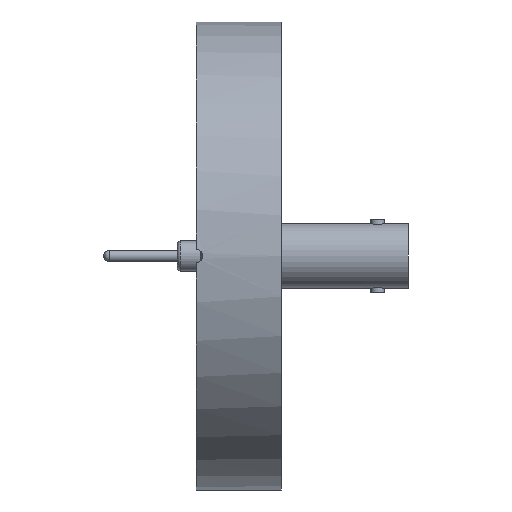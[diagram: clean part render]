
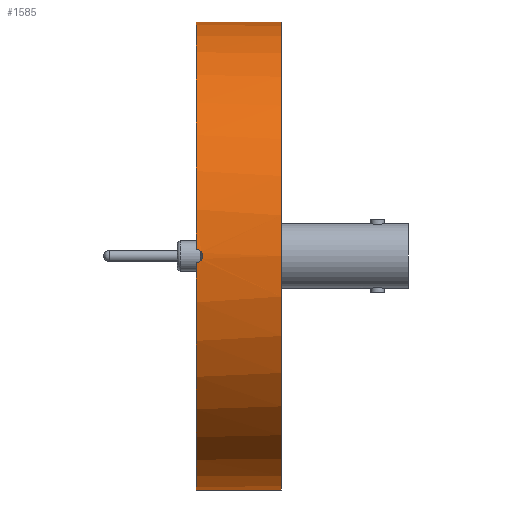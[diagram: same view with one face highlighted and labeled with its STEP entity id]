
A CAD part, left-side view. The second image highlights one B-rep face of the part: STEP entity #1585.
In plain terms, the highlighted cylindrical face has radius 34.95 mm (diameter 69.9 mm), a partial arc.
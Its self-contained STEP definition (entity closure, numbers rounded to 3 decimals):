
#22 = DIRECTION ( 'NONE',  ( 0., 0., 1. ) ) ;
#25 = CARTESIAN_POINT ( 'NONE',  ( 0., -12.7, 0. ) ) ;
#44 = DIRECTION ( 'NONE',  ( 0., 1., 0. ) ) ;
#76 = DIRECTION ( 'NONE',  ( 0., 0., 1. ) ) ;
#79 = B_SPLINE_CURVE_WITH_KNOTS ( 'NONE', 3,
 ( #1926, #1854, #1554, #1598, #1582, #1603, #1539, #1549, #1418, #1389, #1520, #1486, #1163, #1333, #1328, #1250 ),
 .UNSPECIFIED., .F., .F.,
 ( 4, 2, 2, 2, 2, 2, 2, 4 ),
 ( 0., 0., 0.001, 0.001, 0.002, 0.002, 0.002, 0.003 ),
 .UNSPECIFIED. ) ;
#82 = DIRECTION ( 'NONE',  ( 0., 1., 0. ) ) ;
#83 = CARTESIAN_POINT ( 'NONE',  ( 0., -12.7, 0. ) ) ;
#179 = AXIS2_PLACEMENT_3D ( 'NONE', #1816, #1806, #1802 ) ;
#192 = ORIENTED_EDGE ( 'NONE', *, *, #1564, .T. ) ;
#210 = CIRCLE ( 'NONE', #179, 34.95 ) ;
#212 = ORIENTED_EDGE ( 'NONE', *, *, #1364, .T. ) ;
#241 = ORIENTED_EDGE ( 'NONE', *, *, #1608, .F. ) ;
#285 = CIRCLE ( 'NONE', #1149, 34.95 ) ;
#403 = ORIENTED_EDGE ( 'NONE', *, *, #1103, .F. ) ;
#415 = CARTESIAN_POINT ( 'NONE',  ( 0., 0., -34.95 ) ) ;
#521 = CARTESIAN_POINT ( 'NONE',  ( -34.936, 0., -1. ) ) ;
#587 = VERTEX_POINT ( 'NONE', #415 ) ;
#591 = VECTOR ( 'NONE', #608, 1000. ) ;
#608 = DIRECTION ( 'NONE',  ( 0., 1., 0. ) ) ;
#635 = ORIENTED_EDGE ( 'NONE', *, *, #1640, .T. ) ;
#679 = CARTESIAN_POINT ( 'NONE',  ( 0., -12.7, 34.95 ) ) ;
#835 = AXIS2_PLACEMENT_3D ( 'NONE', #25, #44, #22 ) ;
#955 = VERTEX_POINT ( 'NONE', #1588 ) ;
#980 = AXIS2_PLACEMENT_3D ( 'NONE', #1849, #1683, #2153 ) ;
#1008 = CARTESIAN_POINT ( 'NONE',  ( -34.936, 0., 1. ) ) ;
#1034 = CARTESIAN_POINT ( 'NONE',  ( 0., 0., 34.95 ) ) ;
#1044 = VERTEX_POINT ( 'NONE', #1407 ) ;
#1103 = EDGE_CURVE ( 'NONE', #955, #587, #1876, .T. ) ;
#1149 = AXIS2_PLACEMENT_3D ( 'NONE', #83, #82, #76 ) ;
#1163 = CARTESIAN_POINT ( 'NONE',  ( -34.945, -0.801, -0.613 ) ) ;
#1232 = VERTEX_POINT ( 'NONE', #1008 ) ;
#1243 = VERTEX_POINT ( 'NONE', #1034 ) ;
#1250 = CARTESIAN_POINT ( 'NONE',  ( -34.936, 0., -1. ) ) ;
#1325 = CARTESIAN_POINT ( 'NONE',  ( 0., -12.7, -34.95 ) ) ;
#1328 = CARTESIAN_POINT ( 'NONE',  ( -34.936, -0.264, -1. ) ) ;
#1333 = CARTESIAN_POINT ( 'NONE',  ( -34.939, -0.521, -0.893 ) ) ;
#1364 = EDGE_CURVE ( 'NONE', #1044, #1243, #1435, .T. ) ;
#1384 = DIRECTION ( 'NONE',  ( 0., 1., 0. ) ) ;
#1389 = CARTESIAN_POINT ( 'NONE',  ( -34.95, -1., -0.13 ) ) ;
#1407 = CARTESIAN_POINT ( 'NONE',  ( 0., -12.7, 34.95 ) ) ;
#1418 = CARTESIAN_POINT ( 'NONE',  ( -34.95, -1., 0.131 ) ) ;
#1435 = LINE ( 'NONE', #679, #591 ) ;
#1486 = CARTESIAN_POINT ( 'NONE',  ( -34.947, -0.874, -0.503 ) ) ;
#1520 = CARTESIAN_POINT ( 'NONE',  ( -34.949, -0.974, -0.261 ) ) ;
#1539 = CARTESIAN_POINT ( 'NONE',  ( -34.947, -0.874, 0.503 ) ) ;
#1549 = CARTESIAN_POINT ( 'NONE',  ( -34.949, -0.974, 0.263 ) ) ;
#1554 = CARTESIAN_POINT ( 'NONE',  ( -34.936, -0.262, 0.974 ) ) ;
#1564 = EDGE_CURVE ( 'NONE', #955, #1044, #285, .T. ) ;
#1582 = CARTESIAN_POINT ( 'NONE',  ( -34.941, -0.615, 0.799 ) ) ;
#1585 = ADVANCED_FACE ( 'NONE', ( #1865 ), #1727, .T. ) ;
#1588 = CARTESIAN_POINT ( 'NONE',  ( 0., -12.7, -34.95 ) ) ;
#1598 = CARTESIAN_POINT ( 'NONE',  ( -34.939, -0.504, 0.874 ) ) ;
#1603 = CARTESIAN_POINT ( 'NONE',  ( -34.945, -0.799, 0.615 ) ) ;
#1608 = EDGE_CURVE ( 'NONE', #1232, #1243, #1812, .T. ) ;
#1640 = EDGE_CURVE ( 'NONE', #1232, #2089, #79, .T. ) ;
#1683 = DIRECTION ( 'NONE',  ( 0., 1., 0. ) ) ;
#1727 = CYLINDRICAL_SURFACE ( 'NONE', #835, 34.95 ) ;
#1732 = VECTOR ( 'NONE', #1384, 1000. ) ;
#1802 = DIRECTION ( 'NONE',  ( 0., 0., 1. ) ) ;
#1806 = DIRECTION ( 'NONE',  ( 0., 1., 0. ) ) ;
#1812 = CIRCLE ( 'NONE', #980, 34.95 ) ;
#1816 = CARTESIAN_POINT ( 'NONE',  ( 0., 0., 0. ) ) ;
#1837 = ORIENTED_EDGE ( 'NONE', *, *, #1852, .F. ) ;
#1849 = CARTESIAN_POINT ( 'NONE',  ( 0., 0., 0. ) ) ;
#1852 = EDGE_CURVE ( 'NONE', #587, #2089, #210, .T. ) ;
#1854 = CARTESIAN_POINT ( 'NONE',  ( -34.936, -0.132, 1. ) ) ;
#1865 = FACE_OUTER_BOUND ( 'NONE', #1934, .T. ) ;
#1876 = LINE ( 'NONE', #1325, #1732 ) ;
#1926 = CARTESIAN_POINT ( 'NONE',  ( -34.936, 0., 1. ) ) ;
#1934 = EDGE_LOOP ( 'NONE', ( #403, #192, #212, #241, #635, #1837 ) ) ;
#2089 = VERTEX_POINT ( 'NONE', #521 ) ;
#2153 = DIRECTION ( 'NONE',  ( 0., 0., 1. ) ) ;
